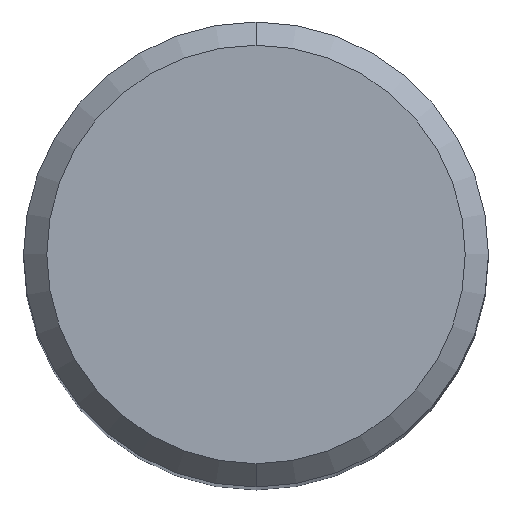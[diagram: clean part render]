
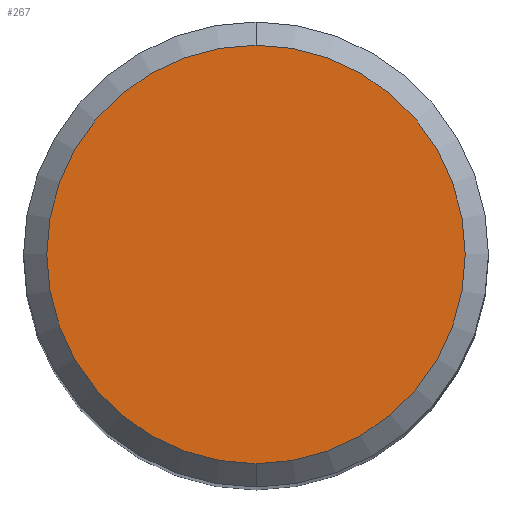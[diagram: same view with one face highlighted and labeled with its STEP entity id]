
A CAD part, top view. The second image highlights one B-rep face of the part: STEP entity #267.
In plain terms, the highlighted planar face has unit normal (0, 0, 1).
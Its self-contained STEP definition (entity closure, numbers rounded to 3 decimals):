
#209=EDGE_CURVE('',#383,#399,#519,.T.);
#267=ADVANCED_FACE('',(#582),#583,.T.);
#383=VERTEX_POINT('',#713);
#399=VERTEX_POINT('',#731);
#431=EDGE_CURVE('',#399,#383,#765,.T.);
#519=CIRCLE('',#922,5.4);
#582=FACE_OUTER_BOUND('',#1076,.T.);
#583=PLANE('',#1077);
#713=CARTESIAN_POINT('',(0.0,5.4,0.0));
#731=CARTESIAN_POINT('',(0.,-5.4,0.0));
#765=CIRCLE('',#1392,5.4);
#922=AXIS2_PLACEMENT_3D('',#1552,#1553,#1554);
#1076=EDGE_LOOP('',(#1620,#1621));
#1077=AXIS2_PLACEMENT_3D('',#1622,#1623,#1624);
#1392=AXIS2_PLACEMENT_3D('',#1833,#1834,#1835);
#1552=CARTESIAN_POINT('',(0.0,0.0,0.0));
#1553=DIRECTION('',(0.0,0.0,-1.0));
#1554=DIRECTION('',(0.0,1.0,0.0));
#1620=ORIENTED_EDGE('',*,*,#209,.F.);
#1621=ORIENTED_EDGE('',*,*,#431,.F.);
#1622=CARTESIAN_POINT('',(0.0,2.7,0.0));
#1623=DIRECTION('',(-0.0,0.0,1.0));
#1624=DIRECTION('',(0.0,-1.0,0.0));
#1833=CARTESIAN_POINT('',(0.0,0.0,0.0));
#1834=DIRECTION('',(0.0,0.0,-1.0));
#1835=DIRECTION('',(0.0,1.0,0.0));
